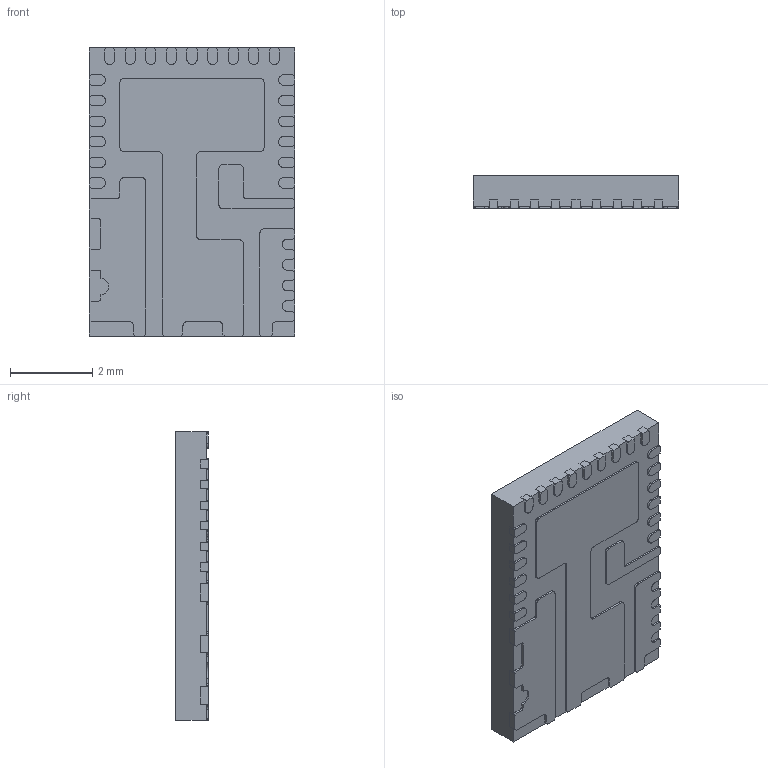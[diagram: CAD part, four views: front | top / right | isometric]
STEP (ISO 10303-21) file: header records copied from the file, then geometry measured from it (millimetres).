
FILE_DESCRIPTION (( 'STEP AP214' ), '1' );
FILE_NAME ('SIC450ED-T1-GE3.STEP', '2022-10-14T14:14:25', ( '' ), ( '' ), 'SwSTEP 2.0', 'SolidWorks 2017', '' );
FILE_SCHEMA (( 'AUTOMOTIVE_DESIGN' ));
Length unit declared in the file: millimetre
Products named in the file (1): SIC450ED-T1-GE3
Bounding box: 5 x 0.8 x 7 mm (x, y, z)
Volume: 27.3 mm3; surface area: 153.4 mm2
Topology: 27 solids, 27 shells, 705 faces, 1950 edges, 1300 vertices
Faces by surface type: plane 575, cylinder 130
Entity records: 22532 total; most frequent: CARTESIAN_POINT 3956, ORIENTED_EDGE 3900, DIRECTION 3622, EDGE_CURVE 1950, LINE 1690, VECTOR 1690, VERTEX_POINT 1300, AXIS2_PLACEMENT_3D 966
